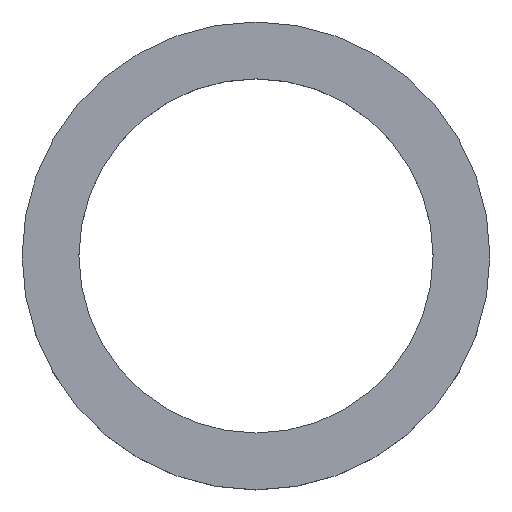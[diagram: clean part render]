
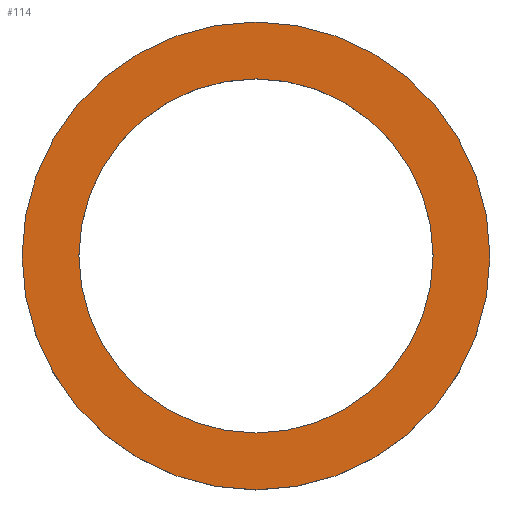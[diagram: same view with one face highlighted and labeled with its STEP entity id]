
A CAD part, top view. The second image highlights one B-rep face of the part: STEP entity #114.
In plain terms, the highlighted planar face has unit normal (0, 0, 1).
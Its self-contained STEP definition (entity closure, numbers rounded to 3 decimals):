
#7 = CIRCLE ( 'NONE', #59, 8.1 ) ;
#9 = FACE_BOUND ( 'NONE', #41, .T. ) ;
#18 = CIRCLE ( 'NONE', #63, 8.1 ) ;
#19 = ORIENTED_EDGE ( 'NONE', *, *, #72, .F. ) ;
#21 = ORIENTED_EDGE ( 'NONE', *, *, #75, .F. ) ;
#23 = ORIENTED_EDGE ( 'NONE', *, *, #67, .T. ) ;
#25 = CIRCLE ( 'NONE', #77, 10.7 ) ;
#26 = CIRCLE ( 'NONE', #91, 10.7 ) ;
#41 = EDGE_LOOP ( 'NONE', ( #21, #19 ) ) ;
#42 = EDGE_LOOP ( 'NONE', ( #49, #23 ) ) ;
#49 = ORIENTED_EDGE ( 'NONE', *, *, #70, .T. ) ;
#59 = AXIS2_PLACEMENT_3D ( 'NONE', #185, #127, #129 ) ;
#63 = AXIS2_PLACEMENT_3D ( 'NONE', #124, #184, #191 ) ;
#67 = EDGE_CURVE ( 'NONE', #209, #208, #26, .T. ) ;
#69 = AXIS2_PLACEMENT_3D ( 'NONE', #128, #143, #144 ) ;
#70 = EDGE_CURVE ( 'NONE', #208, #209, #25, .T. ) ;
#72 = EDGE_CURVE ( 'NONE', #206, #214, #18, .T. ) ;
#75 = EDGE_CURVE ( 'NONE', #214, #206, #7, .T. ) ;
#77 = AXIS2_PLACEMENT_3D ( 'NONE', #196, #199, #198 ) ;
#91 = AXIS2_PLACEMENT_3D ( 'NONE', #187, #204, #202 ) ;
#103 = FACE_OUTER_BOUND ( 'NONE', #42, .T. ) ;
#114 = ADVANCED_FACE ( 'NONE', ( #103, #9 ), #142, .T. ) ;
#124 = CARTESIAN_POINT ( 'NONE',  ( 0., 0., 3. ) ) ;
#127 = DIRECTION ( 'NONE',  ( 0., 0., 1. ) ) ;
#128 = CARTESIAN_POINT ( 'NONE',  ( 0., 0., 3. ) ) ;
#129 = DIRECTION ( 'NONE',  ( 1., 0., 0. ) ) ;
#142 = PLANE ( 'NONE',  #69 ) ;
#143 = DIRECTION ( 'NONE',  ( 0., 0., 1. ) ) ;
#144 = DIRECTION ( 'NONE',  ( 1., 0., 0. ) ) ;
#160 = CARTESIAN_POINT ( 'NONE',  ( 8.1, 0., 3. ) ) ;
#162 = CARTESIAN_POINT ( 'NONE',  ( -10.7, 0., 3. ) ) ;
#163 = CARTESIAN_POINT ( 'NONE',  ( 10.7, 0., 3. ) ) ;
#166 = CARTESIAN_POINT ( 'NONE',  ( -8.1, 0., 3. ) ) ;
#184 = DIRECTION ( 'NONE',  ( 0., 0., 1. ) ) ;
#185 = CARTESIAN_POINT ( 'NONE',  ( 0., 0., 3. ) ) ;
#187 = CARTESIAN_POINT ( 'NONE',  ( 0., 0., 3. ) ) ;
#191 = DIRECTION ( 'NONE',  ( 1., 0., 0. ) ) ;
#196 = CARTESIAN_POINT ( 'NONE',  ( 0., 0., 3. ) ) ;
#198 = DIRECTION ( 'NONE',  ( 1., 0., 0. ) ) ;
#199 = DIRECTION ( 'NONE',  ( 0., 0., 1. ) ) ;
#202 = DIRECTION ( 'NONE',  ( 1., 0., 0. ) ) ;
#204 = DIRECTION ( 'NONE',  ( 0., 0., 1. ) ) ;
#206 = VERTEX_POINT ( 'NONE', #160 ) ;
#208 = VERTEX_POINT ( 'NONE', #162 ) ;
#209 = VERTEX_POINT ( 'NONE', #163 ) ;
#214 = VERTEX_POINT ( 'NONE', #166 ) ;
